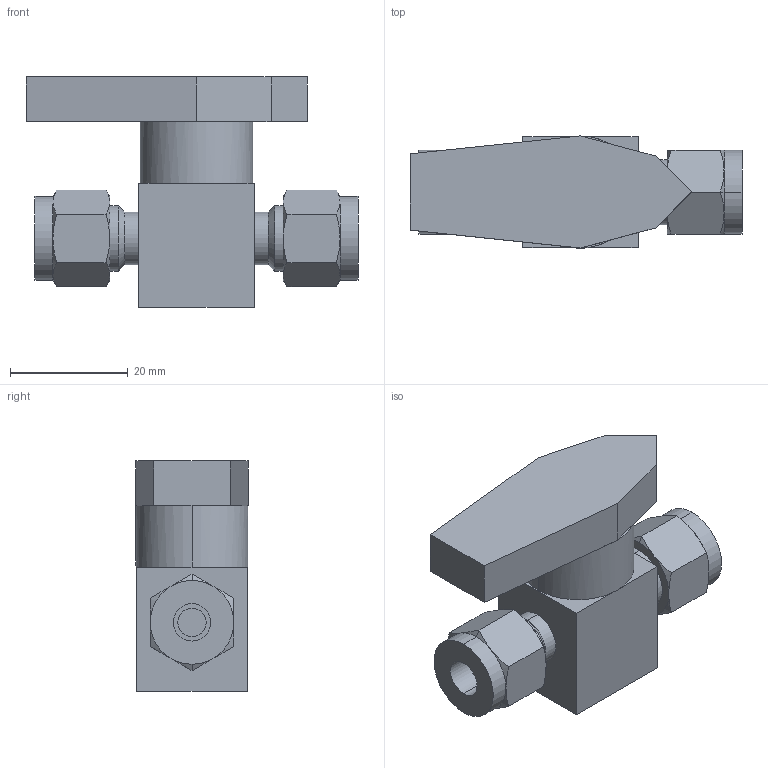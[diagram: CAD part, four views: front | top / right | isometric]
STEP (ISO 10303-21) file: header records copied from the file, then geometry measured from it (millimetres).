
FILE_DESCRIPTION(('starvars output'),'2;1');
FILE_NAME('TIN20058.stp','11:37:13 2015/05/15',( 'Thomas Industrial Network Germany GmbH'),( 'Thomas Industrial Network Germany GmbH'),'unknown preprocess','ACIS' ,'unknown authorization');
FILE_SCHEMA(('AUTOMOTIVE_DESIGN_CC2 {UNKNOWN IMPLEMENTATION LEVEL}'));
Length unit declared in the file: millimetre
Products named in the file (1): PRODUCT_ID_1
Bounding box: 56.39 x 19.05 x 39.12 mm (x, y, z)
Volume: 20090.9 mm3; surface area: 7271.3 mm2
Topology: 1 solids, 1 shells, 101 faces, 217 edges, 126 vertices
Faces by surface type: plane 43, cone 36, cylinder 22
Entity records: 2971 total; most frequent: ORIENTED_EDGE 434, CARTESIAN_POINT 427, DIRECTION 235, EDGE_CURVE 217, VERTEX_POINT 126, EDGE_LOOP 109, FACE_BOUND 109, STYLED_ITEM 102
